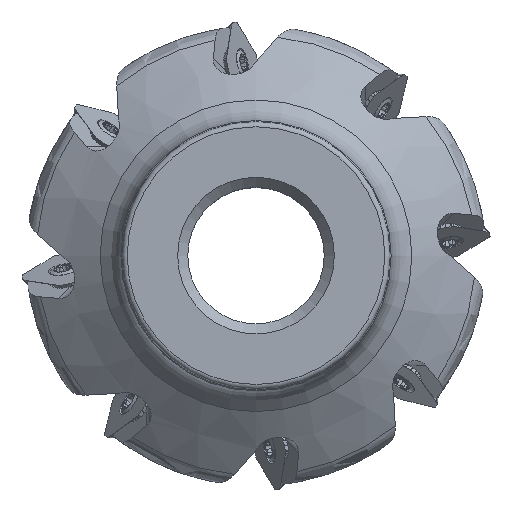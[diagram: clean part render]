
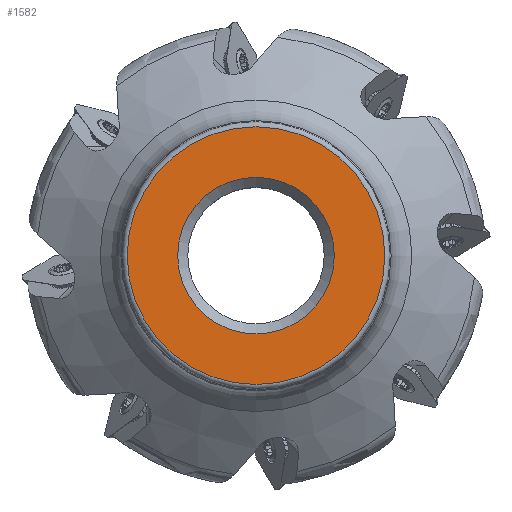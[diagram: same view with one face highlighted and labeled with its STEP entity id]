
A CAD part, top view. The second image highlights one B-rep face of the part: STEP entity #1582.
In plain terms, the highlighted planar face has unit normal (0, 0, 1).
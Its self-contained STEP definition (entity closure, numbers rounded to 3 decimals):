
#1582=ADVANCED_FACE('SU_1',(#3124,#3125),#2298,.F.);
#2298=PLANE('',#16203);
#2809=CIRCLE('',#16201,25.5);
#2810=CIRCLE('',#16202,15.505);
#3124=FACE_BOUND('',#3491,.T.);
#3125=FACE_BOUND('',#3492,.T.);
#3491=EDGE_LOOP('',(#6460));
#3492=EDGE_LOOP('',(#6461));
#6460=ORIENTED_EDGE('',*,*,#12442,.T.);
#6461=ORIENTED_EDGE('',*,*,#12443,.F.);
#10708=VERTEX_POINT('',#25416);
#10709=VERTEX_POINT('',#25418);
#12442=EDGE_CURVE('',#10708,#10708,#2809,.T.);
#12443=EDGE_CURVE('',#10709,#10709,#2810,.T.);
#16201=AXIS2_PLACEMENT_3D('',#25415,#18436,#18437);
#16202=AXIS2_PLACEMENT_3D('',#25417,#18438,#18439);
#16203=AXIS2_PLACEMENT_3D('',#25419,#18440,#18441);
#18436=DIRECTION('',(0.,0.,1.));
#18437=DIRECTION('',(1.,0.,0.));
#18438=DIRECTION('',(0.,0.,1.));
#18439=DIRECTION('',(1.,0.,0.));
#18440=DIRECTION('',(0.,0.,-1.));
#18441=DIRECTION('',(-1.,0.,0.));
#25415=CARTESIAN_POINT('',(0.,0.,0.));
#25416=CARTESIAN_POINT('',(25.5,0.,0.));
#25417=CARTESIAN_POINT('',(0.,0.,0.));
#25418=CARTESIAN_POINT('',(15.505,0.,0.));
#25419=CARTESIAN_POINT('',(-26.5,0.,0.));
